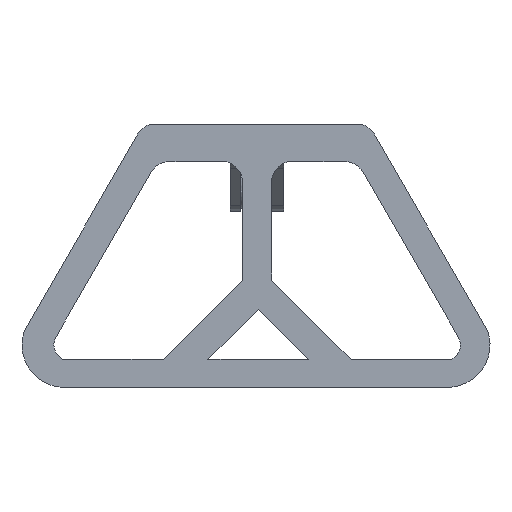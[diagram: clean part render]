
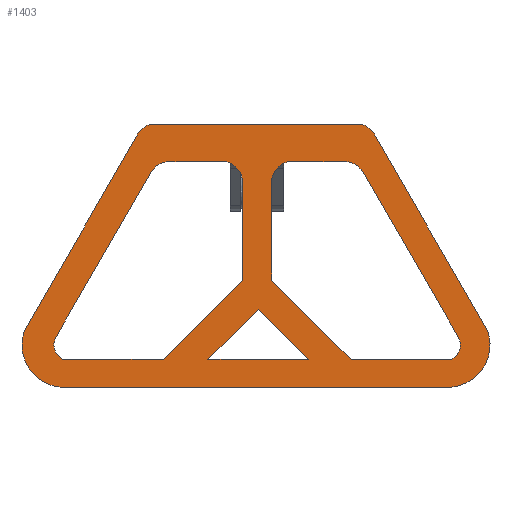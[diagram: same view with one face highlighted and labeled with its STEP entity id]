
A CAD part, left-side view. The second image highlights one B-rep face of the part: STEP entity #1403.
In plain terms, the highlighted planar face has unit normal (-1, 0, 0).
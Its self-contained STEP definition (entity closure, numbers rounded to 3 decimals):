
#598 = VERTEX_POINT('',#599);
#599 = CARTESIAN_POINT('',(-103.,-225.,-12.5));
#607 = VERTEX_POINT('',#608);
#608 = CARTESIAN_POINT('',(-103.,-175.,74.103));
#614 = EDGE_CURVE('',#598,#607,#615,.T.);
#615 = LINE('',#616,#617);
#616 = CARTESIAN_POINT('',(-103.,-225.,-12.5));
#617 = VECTOR('',#618,1.);
#618 = DIRECTION('',(0.,0.5,0.866));
#628 = EDGE_CURVE('',#629,#607,#631,.T.);
#629 = VERTEX_POINT('',#630);
#630 = CARTESIAN_POINT('',(-103.,-169.,79.5));
#631 = CIRCLE('',#632,9.387);
#632 = AXIS2_PLACEMENT_3D('',#633,#634,#635);
#633 = CARTESIAN_POINT('',(-103.,-166.332,70.5));
#634 = DIRECTION('',(1.,0.,0.));
#635 = DIRECTION('',(0.,1.,0.));
#827 = EDGE_CURVE('',#828,#830,#832,.T.);
#828 = VERTEX_POINT('',#829);
#829 = CARTESIAN_POINT('',(-103.,-68.,74.103));
#830 = VERTEX_POINT('',#831);
#831 = CARTESIAN_POINT('',(-103.,-74.,79.5));
#832 = CIRCLE('',#833,9.387);
#833 = AXIS2_PLACEMENT_3D('',#834,#835,#836);
#834 = CARTESIAN_POINT('',(-103.,-76.668,70.5));
#835 = DIRECTION('',(1.,0.,0.));
#836 = DIRECTION('',(0.,1.,0.));
#862 = VERTEX_POINT('',#863);
#863 = CARTESIAN_POINT('',(-103.,-18.,-12.5));
#869 = EDGE_CURVE('',#828,#862,#870,.T.);
#870 = LINE('',#871,#872);
#871 = CARTESIAN_POINT('',(-103.,-68.,74.103));
#872 = VECTOR('',#873,1.);
#873 = DIRECTION('',(0.,0.5,-0.866));
#883 = EDGE_CURVE('',#884,#862,#886,.T.);
#884 = VERTEX_POINT('',#885);
#885 = CARTESIAN_POINT('',(-103.,-37.,-38.));
#886 = CIRCLE('',#887,19.033);
#887 = AXIS2_PLACEMENT_3D('',#888,#889,#890);
#888 = CARTESIAN_POINT('',(-103.,-35.888,-19.));
#889 = DIRECTION('',(1.,0.,0.));
#890 = DIRECTION('',(0.,1.,0.));
#909 = VERTEX_POINT('',#910);
#910 = CARTESIAN_POINT('',(-103.,-207.,-38.));
#918 = EDGE_CURVE('',#909,#884,#919,.T.);
#919 = LINE('',#920,#921);
#920 = CARTESIAN_POINT('',(-103.,-207.,-38.));
#921 = VECTOR('',#922,1.);
#922 = DIRECTION('',(0.,1.,0.));
#932 = EDGE_CURVE('',#598,#909,#933,.T.);
#933 = CIRCLE('',#934,19.001);
#934 = AXIS2_PLACEMENT_3D('',#935,#936,#937);
#935 = CARTESIAN_POINT('',(-103.,-207.146,-19.));
#936 = DIRECTION('',(1.,0.,0.));
#937 = DIRECTION('',(0.,1.,0.));
#951 = VERTEX_POINT('',#952);
#952 = CARTESIAN_POINT('',(-103.,-100.,-25.5));
#960 = VERTEX_POINT('',#961);
#961 = CARTESIAN_POINT('',(-103.,-145.,-25.5));
#967 = EDGE_CURVE('',#951,#960,#968,.T.);
#968 = LINE('',#969,#970);
#969 = CARTESIAN_POINT('',(-103.,-100.,-25.5));
#970 = VECTOR('',#971,1.);
#971 = DIRECTION('',(0.,-1.,0.));
#982 = VERTEX_POINT('',#983);
#983 = CARTESIAN_POINT('',(-103.,-122.5,-3.));
#991 = EDGE_CURVE('',#982,#951,#992,.T.);
#992 = LINE('',#993,#994);
#993 = CARTESIAN_POINT('',(-103.,-122.5,-3.));
#994 = VECTOR('',#995,1.);
#995 = DIRECTION('',(0.,0.707,-0.707));
#1008 = EDGE_CURVE('',#982,#960,#1009,.T.);
#1009 = LINE('',#1010,#1011);
#1010 = CARTESIAN_POINT('',(-103.,-122.5,-3.));
#1011 = VECTOR('',#1012,1.);
#1012 = DIRECTION('',(0.,-0.707,-0.707));
#1023 = VERTEX_POINT('',#1024);
#1024 = CARTESIAN_POINT('',(-103.,-80.,-25.5));
#1032 = VERTEX_POINT('',#1033);
#1033 = CARTESIAN_POINT('',(-103.,-115.5,10.));
#1039 = EDGE_CURVE('',#1023,#1032,#1040,.T.);
#1040 = LINE('',#1041,#1042);
#1041 = CARTESIAN_POINT('',(-103.,-80.,-25.5));
#1042 = VECTOR('',#1043,1.);
#1043 = DIRECTION('',(0.,-0.707,0.707));
#1054 = VERTEX_POINT('',#1055);
#1055 = CARTESIAN_POINT('',(-103.,-35.,-25.5));
#1063 = EDGE_CURVE('',#1054,#1023,#1064,.T.);
#1064 = LINE('',#1065,#1066);
#1065 = CARTESIAN_POINT('',(-103.,-35.,-25.5));
#1066 = VECTOR('',#1067,1.);
#1067 = DIRECTION('',(0.,-1.,0.));
#1077 = EDGE_CURVE('',#1054,#1078,#1080,.T.);
#1078 = VERTEX_POINT('',#1079);
#1079 = CARTESIAN_POINT('',(-103.,-32.,-15.5));
#1080 = CIRCLE('',#1081,7.382);
#1081 = AXIS2_PLACEMENT_3D('',#1082,#1083,#1084);
#1082 = CARTESIAN_POINT('',(-103.,-38.5,-19.));
#1083 = DIRECTION('',(1.,0.,0.));
#1084 = DIRECTION('',(0.,1.,0.));
#1103 = VERTEX_POINT('',#1104);
#1104 = CARTESIAN_POINT('',(-103.,-74.5,58.112));
#1112 = EDGE_CURVE('',#1103,#1078,#1113,.T.);
#1113 = LINE('',#1114,#1115);
#1114 = CARTESIAN_POINT('',(-103.,-74.5,58.112));
#1115 = VECTOR('',#1116,1.);
#1116 = DIRECTION('',(0.,0.5,-0.866));
#1126 = EDGE_CURVE('',#1103,#1127,#1129,.T.);
#1127 = VERTEX_POINT('',#1128);
#1128 = CARTESIAN_POINT('',(-103.,-83.,63.));
#1129 = CIRCLE('',#1130,10.);
#1130 = AXIS2_PLACEMENT_3D('',#1131,#1132,#1133);
#1131 = CARTESIAN_POINT('',(-103.,-83.095,53.));
#1132 = DIRECTION('',(1.,0.,0.));
#1133 = DIRECTION('',(0.,1.,0.));
#1152 = VERTEX_POINT('',#1153);
#1153 = CARTESIAN_POINT('',(-103.,-108.,63.));
#1161 = EDGE_CURVE('',#1152,#1127,#1162,.T.);
#1162 = LINE('',#1163,#1164);
#1163 = CARTESIAN_POINT('',(-103.,-108.,63.));
#1164 = VECTOR('',#1165,1.);
#1165 = DIRECTION('',(0.,1.,0.));
#1175 = EDGE_CURVE('',#1152,#1176,#1178,.T.);
#1176 = VERTEX_POINT('',#1177);
#1177 = CARTESIAN_POINT('',(-103.,-115.5,55.));
#1178 = CIRCLE('',#1179,10.345);
#1179 = AXIS2_PLACEMENT_3D('',#1180,#1181,#1182);
#1180 = CARTESIAN_POINT('',(-103.,-105.35,53.));
#1181 = DIRECTION('',(1.,0.,0.));
#1182 = DIRECTION('',(0.,1.,0.));
#1229 = EDGE_CURVE('',#1230,#1232,#1234,.T.);
#1230 = VERTEX_POINT('',#1231);
#1231 = CARTESIAN_POINT('',(-103.,-128.5,55.));
#1232 = VERTEX_POINT('',#1233);
#1233 = CARTESIAN_POINT('',(-103.,-136.,63.));
#1234 = CIRCLE('',#1235,10.345);
#1235 = AXIS2_PLACEMENT_3D('',#1236,#1237,#1238);
#1236 = CARTESIAN_POINT('',(-103.,-138.65,53.));
#1237 = DIRECTION('',(1.,0.,0.));
#1238 = DIRECTION('',(0.,1.,0.));
#1264 = VERTEX_POINT('',#1265);
#1265 = CARTESIAN_POINT('',(-103.,-161.,63.));
#1271 = EDGE_CURVE('',#1232,#1264,#1272,.T.);
#1272 = LINE('',#1273,#1274);
#1273 = CARTESIAN_POINT('',(-103.,-136.,63.));
#1274 = VECTOR('',#1275,1.);
#1275 = DIRECTION('',(0.,-1.,0.));
#1285 = EDGE_CURVE('',#1264,#1286,#1288,.T.);
#1286 = VERTEX_POINT('',#1287);
#1287 = CARTESIAN_POINT('',(-103.,-169.5,58.112));
#1288 = CIRCLE('',#1289,10.);
#1289 = AXIS2_PLACEMENT_3D('',#1290,#1291,#1292);
#1290 = CARTESIAN_POINT('',(-103.,-160.905,53.));
#1291 = DIRECTION('',(1.,0.,0.));
#1292 = DIRECTION('',(0.,1.,0.));
#1311 = VERTEX_POINT('',#1312);
#1312 = CARTESIAN_POINT('',(-103.,-212.,-15.5));
#1320 = EDGE_CURVE('',#1311,#1286,#1321,.T.);
#1321 = LINE('',#1322,#1323);
#1322 = CARTESIAN_POINT('',(-103.,-212.,-15.5));
#1323 = VECTOR('',#1324,1.);
#1324 = DIRECTION('',(0.,0.5,0.866));
#1334 = EDGE_CURVE('',#1311,#1335,#1337,.T.);
#1335 = VERTEX_POINT('',#1336);
#1336 = CARTESIAN_POINT('',(-103.,-209.,-25.5));
#1337 = CIRCLE('',#1338,7.382);
#1338 = AXIS2_PLACEMENT_3D('',#1339,#1340,#1341);
#1339 = CARTESIAN_POINT('',(-103.,-205.5,-19.));
#1340 = DIRECTION('',(1.,0.,0.));
#1341 = DIRECTION('',(0.,1.,0.));
#1360 = VERTEX_POINT('',#1361);
#1361 = CARTESIAN_POINT('',(-103.,-164.,-25.5));
#1369 = EDGE_CURVE('',#1360,#1335,#1370,.T.);
#1370 = LINE('',#1371,#1372);
#1371 = CARTESIAN_POINT('',(-103.,-164.,-25.5));
#1372 = VECTOR('',#1373,1.);
#1373 = DIRECTION('',(0.,-1.,0.));
#1386 = VERTEX_POINT('',#1387);
#1387 = CARTESIAN_POINT('',(-103.,-128.5,10.));
#1393 = EDGE_CURVE('',#1360,#1386,#1394,.T.);
#1394 = LINE('',#1395,#1396);
#1395 = CARTESIAN_POINT('',(-103.,-164.,-25.5));
#1396 = VECTOR('',#1397,1.);
#1397 = DIRECTION('',(0.,0.707,0.707));
#1403 = ADVANCED_FACE('',(#1404,#1419,#1434,#1449),#1454,.F.);
#1404 = FACE_BOUND('',#1405,.F.);
#1405 = EDGE_LOOP('',(#1406,#1407,#1408,#1409,#1410,#1411,#1417,#1418));
#1406 = ORIENTED_EDGE('',*,*,#932,.T.);
#1407 = ORIENTED_EDGE('',*,*,#918,.T.);
#1408 = ORIENTED_EDGE('',*,*,#883,.T.);
#1409 = ORIENTED_EDGE('',*,*,#869,.F.);
#1410 = ORIENTED_EDGE('',*,*,#827,.T.);
#1411 = ORIENTED_EDGE('',*,*,#1412,.F.);
#1412 = EDGE_CURVE('',#629,#830,#1413,.T.);
#1413 = LINE('',#1414,#1415);
#1414 = CARTESIAN_POINT('',(-103.,-169.,79.5));
#1415 = VECTOR('',#1416,1.);
#1416 = DIRECTION('',(0.,1.,0.));
#1417 = ORIENTED_EDGE('',*,*,#628,.T.);
#1418 = ORIENTED_EDGE('',*,*,#614,.F.);
#1419 = FACE_BOUND('',#1420,.F.);
#1420 = EDGE_LOOP('',(#1421,#1427,#1428,#1429,#1430,#1431,#1432,#1433));
#1421 = ORIENTED_EDGE('',*,*,#1422,.F.);
#1422 = EDGE_CURVE('',#1386,#1230,#1423,.T.);
#1423 = LINE('',#1424,#1425);
#1424 = CARTESIAN_POINT('',(-103.,-128.5,10.));
#1425 = VECTOR('',#1426,1.);
#1426 = DIRECTION('',(0.,0.,1.));
#1427 = ORIENTED_EDGE('',*,*,#1393,.F.);
#1428 = ORIENTED_EDGE('',*,*,#1369,.T.);
#1429 = ORIENTED_EDGE('',*,*,#1334,.F.);
#1430 = ORIENTED_EDGE('',*,*,#1320,.T.);
#1431 = ORIENTED_EDGE('',*,*,#1285,.F.);
#1432 = ORIENTED_EDGE('',*,*,#1271,.F.);
#1433 = ORIENTED_EDGE('',*,*,#1229,.F.);
#1434 = FACE_BOUND('',#1435,.F.);
#1435 = EDGE_LOOP('',(#1436,#1437,#1438,#1444,#1445,#1446,#1447,#1448));
#1436 = ORIENTED_EDGE('',*,*,#1063,.T.);
#1437 = ORIENTED_EDGE('',*,*,#1039,.T.);
#1438 = ORIENTED_EDGE('',*,*,#1439,.T.);
#1439 = EDGE_CURVE('',#1032,#1176,#1440,.T.);
#1440 = LINE('',#1441,#1442);
#1441 = CARTESIAN_POINT('',(-103.,-115.5,10.));
#1442 = VECTOR('',#1443,1.);
#1443 = DIRECTION('',(0.,0.,1.));
#1444 = ORIENTED_EDGE('',*,*,#1175,.F.);
#1445 = ORIENTED_EDGE('',*,*,#1161,.T.);
#1446 = ORIENTED_EDGE('',*,*,#1126,.F.);
#1447 = ORIENTED_EDGE('',*,*,#1112,.T.);
#1448 = ORIENTED_EDGE('',*,*,#1077,.F.);
#1449 = FACE_BOUND('',#1450,.F.);
#1450 = EDGE_LOOP('',(#1451,#1452,#1453));
#1451 = ORIENTED_EDGE('',*,*,#967,.T.);
#1452 = ORIENTED_EDGE('',*,*,#1008,.F.);
#1453 = ORIENTED_EDGE('',*,*,#991,.T.);
#1454 = PLANE('',#1455);
#1455 = AXIS2_PLACEMENT_3D('',#1456,#1457,#1458);
#1456 = CARTESIAN_POINT('',(-103.,-121.822,10.727));
#1457 = DIRECTION('',(1.,0.,0.));
#1458 = DIRECTION('',(0.,0.,1.));
